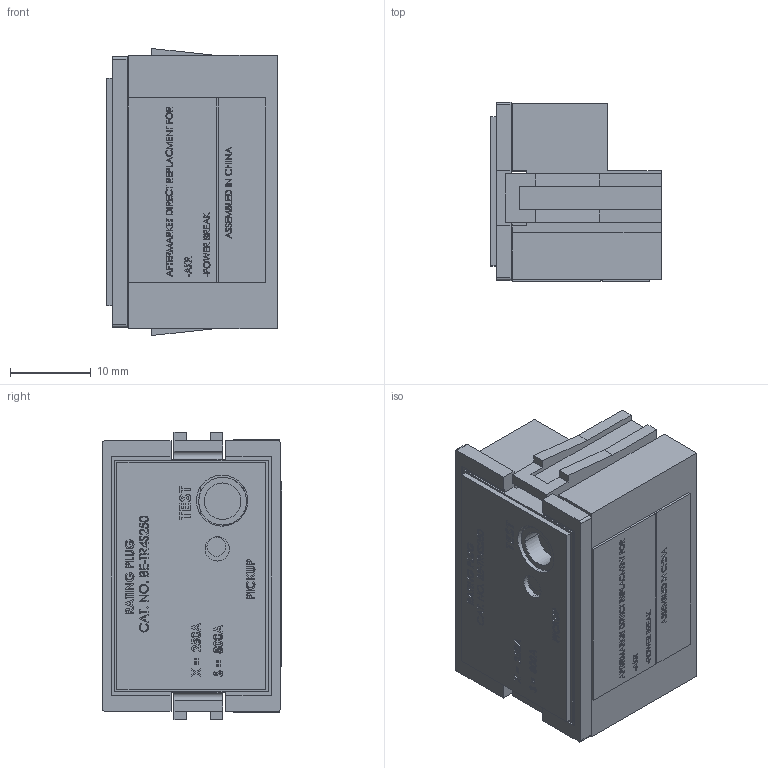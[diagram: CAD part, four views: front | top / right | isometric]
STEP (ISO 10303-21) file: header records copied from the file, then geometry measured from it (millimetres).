
FILE_DESCRIPTION (( 'STEP AP214' ), '1' );
FILE_NAME ('BE-TR4S250.STEP', '2021-04-06T11:39:52', ( '' ), ( '' ), 'SwSTEP 2.0', 'SolidWorks 2019', '' );
FILE_SCHEMA (( 'AUTOMOTIVE_DESIGN' ));
Length unit declared in the file: millimetre
Products named in the file (7): rating plug board; BE-TR4S250; Rating plug PowerBreak Cover; Rating Plug site window; SBS-Front Decal; SBS-Bottom Decal; Rating plug PowerBreak Housing
Assembly tree (6 placements, depth 2):
  BE-TR4S250
    Rating plug PowerBreak Housing
    Rating plug PowerBreak Cover
    Rating Plug site window
    rating plug board
    SBS-Front Decal
    SBS-Bottom Decal
Bounding box: 21.07 x 22.15 x 35.5 mm (x, y, z)
Volume: 6418.2 mm3; surface area: 11363 mm2
Topology: 6 solids, 6 shells, 1791 faces, 4864 edges, 3242 vertices
Faces by surface type: plane 1349, bspline 380, cylinder 62
Entity records: 77788 total; most frequent: CARTESIAN_POINT 34350, ORIENTED_EDGE 9728, DIRECTION 7072, EDGE_CURVE 4864, VECTOR 3976, LINE 3976, VERTEX_POINT 3242, EDGE_LOOP 1988
